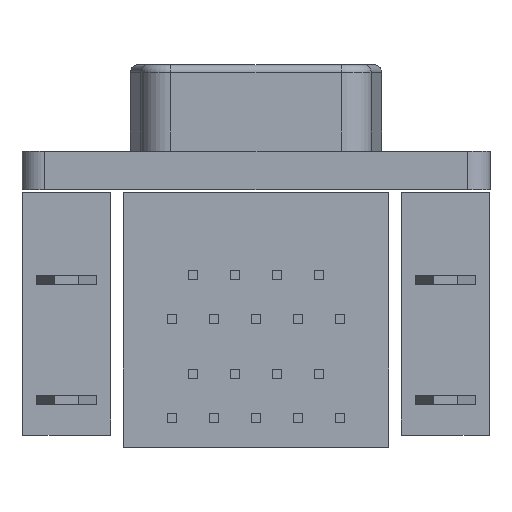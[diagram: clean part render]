
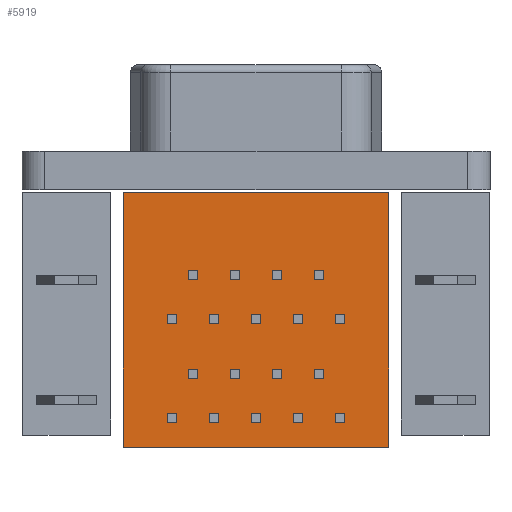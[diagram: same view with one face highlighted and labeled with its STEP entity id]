
A CAD part, front view. The second image highlights one B-rep face of the part: STEP entity #5919.
In plain terms, the highlighted planar face has unit normal (0, -1, 0).
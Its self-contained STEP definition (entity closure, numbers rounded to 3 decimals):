
#5761=DIRECTION('',(-1.,0.,0.));
#5762=VECTOR('',#5761,17.5);
#5763=CARTESIAN_POINT('',(8.75,-25.325,-16.8));
#5764=LINE('',#5763,#5762);
#5777=DIRECTION('',(0.,0.,1.));
#5778=VECTOR('',#5777,16.8);
#5779=CARTESIAN_POINT('',(8.75,-25.325,-16.8));
#5780=LINE('',#5779,#5778);
#5781=DIRECTION('',(-1.,0.,0.));
#5782=VECTOR('',#5781,17.5);
#5783=CARTESIAN_POINT('',(8.75,-25.325,0.));
#5784=LINE('',#5783,#5782);
#5809=DIRECTION('',(0.,0.,1.));
#5810=VECTOR('',#5809,16.8);
#5811=CARTESIAN_POINT('',(-8.75,-25.325,-16.8));
#5812=LINE('',#5811,#5810);
#5857=CARTESIAN_POINT('',(8.75,-25.325,-16.8));
#5858=CARTESIAN_POINT('',(-8.75,-25.325,-16.8));
#5859=VERTEX_POINT('',#5857);
#5860=VERTEX_POINT('',#5858);
#5877=CARTESIAN_POINT('',(8.75,-25.325,0.));
#5878=VERTEX_POINT('',#5877);
#5879=CARTESIAN_POINT('',(-8.75,-25.325,0.));
#5880=VERTEX_POINT('',#5879);
#5905=CARTESIAN_POINT('',(8.75,-25.325,-16.4));
#5906=DIRECTION('',(0.,-1.,0.));
#5907=DIRECTION('',(0.,0.,-1.));
#5908=AXIS2_PLACEMENT_3D('',#5905,#5906,#5907);
#5909=PLANE('',#5908);
#5911=ORIENTED_EDGE('',*,*,#5910,.F.);
#5912=ORIENTED_EDGE('',*,*,#5894,.T.);
#5914=ORIENTED_EDGE('',*,*,#5913,.T.);
#5916=ORIENTED_EDGE('',*,*,#5915,.F.);
#5917=EDGE_LOOP('',(#5911,#5912,#5914,#5916));
#5918=FACE_OUTER_BOUND('',#5917,.F.);
#5919=ADVANCED_FACE('',(#5918),#5909,.T.);
#5894=EDGE_CURVE('',#5859,#5860,#5764,.T.);
#5910=EDGE_CURVE('',#5859,#5878,#5780,.T.);
#5913=EDGE_CURVE('',#5860,#5880,#5812,.T.);
#5915=EDGE_CURVE('',#5878,#5880,#5784,.T.);
